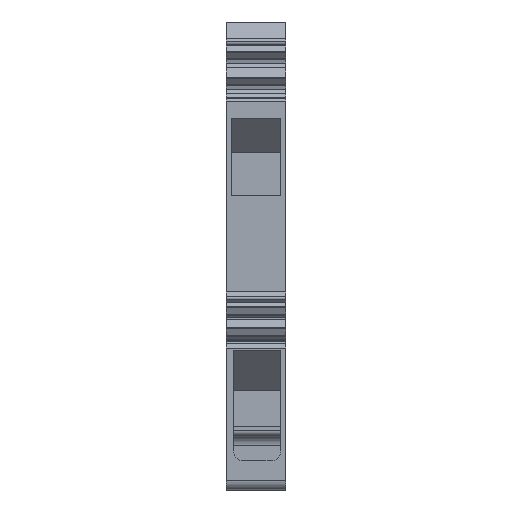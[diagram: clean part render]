
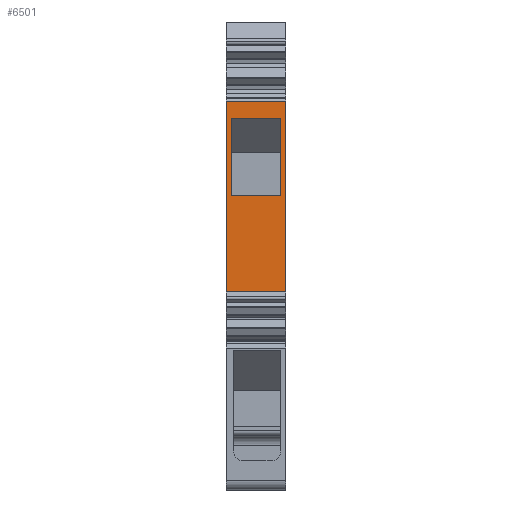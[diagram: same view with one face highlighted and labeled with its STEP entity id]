
A CAD part, front view. The second image highlights one B-rep face of the part: STEP entity #6501.
In plain terms, the highlighted planar face has unit normal (0, -1, 0).
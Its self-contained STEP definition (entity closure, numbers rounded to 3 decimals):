
#6454=AXIS2_PLACEMENT_3D('Plane Axis2P3D',#6451,#6452,#6453) ;
#735=CARTESIAN_POINT('Vertex',(6.1,11.55,39.828)) ;
#738=CARTESIAN_POINT('Line Origine',(6.1,11.55,30.064)) ;
#742=CARTESIAN_POINT('Vertex',(6.1,11.55,20.3)) ;
#3391=CARTESIAN_POINT('Vertex',(0.,11.55,20.3)) ;
#3394=CARTESIAN_POINT('Line Origine',(0.,11.55,30.064)) ;
#3398=CARTESIAN_POINT('Vertex',(0.,11.55,39.828)) ;
#6438=CARTESIAN_POINT('Line Origine',(3.05,11.55,39.828)) ;
#6451=CARTESIAN_POINT('Axis2P3D Location',(0.,11.55,20.3)) ;
#6456=CARTESIAN_POINT('Line Origine',(3.05,11.55,20.3)) ;
#6467=CARTESIAN_POINT('Line Origine',(3.05,11.55,38.1)) ;
#6471=CARTESIAN_POINT('Vertex',(5.6,11.55,38.1)) ;
#6473=CARTESIAN_POINT('Vertex',(0.5,11.55,38.1)) ;
#6476=CARTESIAN_POINT('Line Origine',(5.6,11.55,34.15)) ;
#6480=CARTESIAN_POINT('Vertex',(5.6,11.55,30.2)) ;
#6483=CARTESIAN_POINT('Line Origine',(3.05,11.55,30.2)) ;
#6487=CARTESIAN_POINT('Vertex',(0.5,11.55,30.2)) ;
#6490=CARTESIAN_POINT('Line Origine',(0.5,11.55,34.15)) ;
#739=DIRECTION('Vector Direction',(0.,0.,1.)) ;
#3395=DIRECTION('Vector Direction',(0.,0.,1.)) ;
#6439=DIRECTION('Vector Direction',(-1.,0.,0.)) ;
#6452=DIRECTION('Axis2P3D Direction',(0.,-1.,0.)) ;
#6453=DIRECTION('Axis2P3D XDirection',(0.,0.,1.)) ;
#6457=DIRECTION('Vector Direction',(-1.,0.,0.)) ;
#6468=DIRECTION('Vector Direction',(-1.,0.,0.)) ;
#6477=DIRECTION('Vector Direction',(0.,0.,-1.)) ;
#6484=DIRECTION('Vector Direction',(-1.,0.,0.)) ;
#6491=DIRECTION('Vector Direction',(0.,0.,-1.)) ;
#740=VECTOR('Line Direction',#739,1.) ;
#3396=VECTOR('Line Direction',#3395,1.) ;
#6440=VECTOR('Line Direction',#6439,1.) ;
#6458=VECTOR('Line Direction',#6457,1.) ;
#6469=VECTOR('Line Direction',#6468,1.) ;
#6478=VECTOR('Line Direction',#6477,1.) ;
#6485=VECTOR('Line Direction',#6484,1.) ;
#6492=VECTOR('Line Direction',#6491,1.) ;
#6462=ORIENTED_EDGE('',*,*,#6460,.F.) ;
#6463=ORIENTED_EDGE('',*,*,#744,.F.) ;
#6464=ORIENTED_EDGE('',*,*,#6442,.T.) ;
#6465=ORIENTED_EDGE('',*,*,#3400,.F.) ;
#6496=ORIENTED_EDGE('',*,*,#6475,.F.) ;
#6497=ORIENTED_EDGE('',*,*,#6482,.F.) ;
#6498=ORIENTED_EDGE('',*,*,#6489,.T.) ;
#6499=ORIENTED_EDGE('',*,*,#6494,.F.) ;
#6500=FACE_BOUND('',#6495,.T.) ;
#6501=ADVANCED_FACE('KLTR',(#6466,#6500),#6455,.T.) ;
#744=EDGE_CURVE('',#736,#743,#741,.F.) ;
#3400=EDGE_CURVE('',#3392,#3399,#3397,.T.) ;
#6442=EDGE_CURVE('',#736,#3399,#6441,.T.) ;
#6460=EDGE_CURVE('',#743,#3392,#6459,.T.) ;
#6475=EDGE_CURVE('',#6472,#6474,#6470,.T.) ;
#6482=EDGE_CURVE('',#6481,#6472,#6479,.F.) ;
#6489=EDGE_CURVE('',#6481,#6488,#6486,.T.) ;
#6494=EDGE_CURVE('',#6474,#6488,#6493,.T.) ;
#6461=EDGE_LOOP('',(#6462,#6463,#6464,#6465)) ;
#6495=EDGE_LOOP('',(#6496,#6497,#6498,#6499)) ;
#6466=FACE_OUTER_BOUND('',#6461,.T.) ;
#741=LINE('Line',#738,#740) ;
#3397=LINE('Line',#3394,#3396) ;
#6441=LINE('Line',#6438,#6440) ;
#6459=LINE('Line',#6456,#6458) ;
#6470=LINE('Line',#6467,#6469) ;
#6479=LINE('Line',#6476,#6478) ;
#6486=LINE('Line',#6483,#6485) ;
#6493=LINE('Line',#6490,#6492) ;
#6455=PLANE('',#6454) ;
#736=VERTEX_POINT('',#735) ;
#743=VERTEX_POINT('',#742) ;
#3392=VERTEX_POINT('',#3391) ;
#3399=VERTEX_POINT('',#3398) ;
#6472=VERTEX_POINT('',#6471) ;
#6474=VERTEX_POINT('',#6473) ;
#6481=VERTEX_POINT('',#6480) ;
#6488=VERTEX_POINT('',#6487) ;
